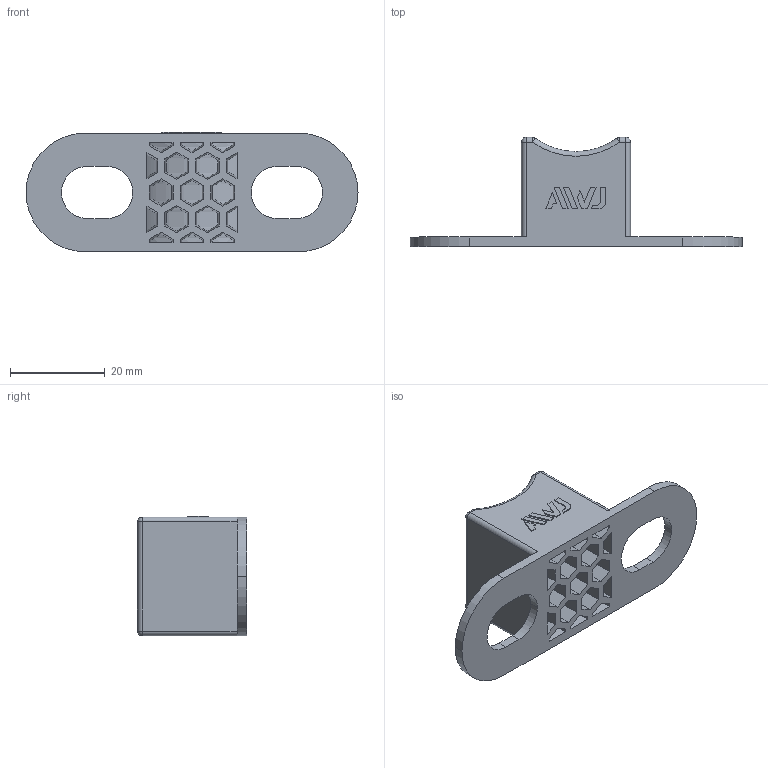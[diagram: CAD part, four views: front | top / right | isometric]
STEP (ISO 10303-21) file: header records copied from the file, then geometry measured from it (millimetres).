
FILE_DESCRIPTION( ( 'STEP AP203' ), '1' );
FILE_NAME( 'SG20.step', '2022-07-19T03:59:31', ( ' ' ), ( ' ' ), 'XStep 1.0', ' ', ' ' );
FILE_SCHEMA( ( 'CONFIG_CONTROL_DESIGN' ) );
Length unit declared in the file: millimetre
Products named in the file (1): 1
Bounding box: 70 x 23 x 25.2 mm (x, y, z)
Volume: 10195.7 mm3; surface area: 9237 mm2
Topology: 1 solids, 1 shells, 186 faces, 470 edges, 300 vertices
Faces by surface type: plane 132, cylinder 44, sphere 8, torus 2
Entity records: 5540 total; most frequent: DIRECTION 950, CARTESIAN_POINT 949, ORIENTED_EDGE 924, EDGE_CURVE 462, LINE 348, VECTOR 348, AXIS2_PLACEMENT_3D 301, VERTEX_POINT 300
